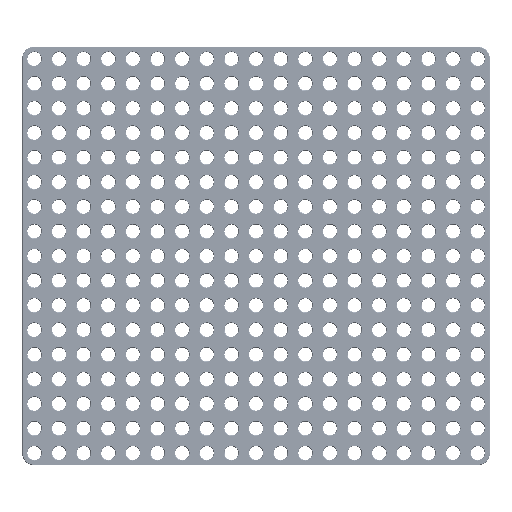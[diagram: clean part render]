
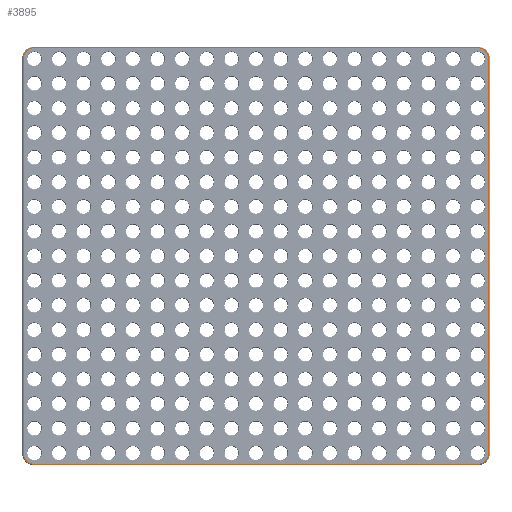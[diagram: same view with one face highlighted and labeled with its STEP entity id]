
A CAD part, top view. The second image highlights one B-rep face of the part: STEP entity #3895.
In plain terms, the highlighted planar face has unit normal (0, 0, 1).
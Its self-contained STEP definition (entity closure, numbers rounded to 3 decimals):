
#126 = VERTEX_POINT('',#127);
#127 = CARTESIAN_POINT('',(0.,-5.95,3.125));
#135 = VERTEX_POINT('',#136);
#136 = CARTESIAN_POINT('',(225.,-5.95,3.125));
#142 = EDGE_CURVE('',#126,#135,#143,.T.);
#143 = LINE('',#144,#145);
#144 = CARTESIAN_POINT('',(0.,-5.95,3.125));
#145 = VECTOR('',#146,1.);
#146 = DIRECTION('',(1.,0.,0.));
#246 = VERTEX_POINT('',#247);
#247 = CARTESIAN_POINT('',(-5.95,0.,3.125));
#255 = EDGE_CURVE('',#246,#126,#256,.T.);
#256 = CIRCLE('',#257,5.95);
#257 = AXIS2_PLACEMENT_3D('',#258,#259,#260);
#258 = CARTESIAN_POINT('',(0.,0.,3.125));
#259 = DIRECTION('',(0.,0.,1.));
#260 = DIRECTION('',(-1.,0.,0.));
#3895 = ADVANCED_FACE('',(#3896,#3949),#4019,.T.);
#3896 = FACE_BOUND('',#3897,.T.);
#3897 = EDGE_LOOP('',(#3898,#3899,#3900,#3909,#3917,#3926,#3934,#3943));
#3898 = ORIENTED_EDGE('',*,*,#255,.T.);
#3899 = ORIENTED_EDGE('',*,*,#142,.T.);
#3900 = ORIENTED_EDGE('',*,*,#3901,.T.);
#3901 = EDGE_CURVE('',#135,#3902,#3904,.T.);
#3902 = VERTEX_POINT('',#3903);
#3903 = CARTESIAN_POINT('',(230.95,0.,3.125));
#3904 = CIRCLE('',#3905,5.95);
#3905 = AXIS2_PLACEMENT_3D('',#3906,#3907,#3908);
#3906 = CARTESIAN_POINT('',(225.,0.,3.125));
#3907 = DIRECTION('',(-0.,0.,1.));
#3908 = DIRECTION('',(0.,-1.,0.));
#3909 = ORIENTED_EDGE('',*,*,#3910,.T.);
#3910 = EDGE_CURVE('',#3902,#3911,#3913,.T.);
#3911 = VERTEX_POINT('',#3912);
#3912 = CARTESIAN_POINT('',(230.95,200.,3.125));
#3913 = LINE('',#3914,#3915);
#3914 = CARTESIAN_POINT('',(230.95,0.,3.125));
#3915 = VECTOR('',#3916,1.);
#3916 = DIRECTION('',(0.,1.,0.));
#3917 = ORIENTED_EDGE('',*,*,#3918,.T.);
#3918 = EDGE_CURVE('',#3911,#3919,#3921,.T.);
#3919 = VERTEX_POINT('',#3920);
#3920 = CARTESIAN_POINT('',(225.,205.95,3.125));
#3921 = CIRCLE('',#3922,5.95);
#3922 = AXIS2_PLACEMENT_3D('',#3923,#3924,#3925);
#3923 = CARTESIAN_POINT('',(225.,200.,3.125));
#3924 = DIRECTION('',(-0.,0.,1.));
#3925 = DIRECTION('',(1.,0.,0.));
#3926 = ORIENTED_EDGE('',*,*,#3927,.T.);
#3927 = EDGE_CURVE('',#3919,#3928,#3930,.T.);
#3928 = VERTEX_POINT('',#3929);
#3929 = CARTESIAN_POINT('',(0.,205.95,3.125));
#3930 = LINE('',#3931,#3932);
#3931 = CARTESIAN_POINT('',(225.,205.95,3.125));
#3932 = VECTOR('',#3933,1.);
#3933 = DIRECTION('',(-1.,0.,0.));
#3934 = ORIENTED_EDGE('',*,*,#3935,.T.);
#3935 = EDGE_CURVE('',#3928,#3936,#3938,.T.);
#3936 = VERTEX_POINT('',#3937);
#3937 = CARTESIAN_POINT('',(-5.95,200.,3.125));
#3938 = CIRCLE('',#3939,5.95);
#3939 = AXIS2_PLACEMENT_3D('',#3940,#3941,#3942);
#3940 = CARTESIAN_POINT('',(0.,200.,3.125));
#3941 = DIRECTION('',(0.,-0.,1.));
#3942 = DIRECTION('',(0.,1.,0.));
#3943 = ORIENTED_EDGE('',*,*,#3944,.T.);
#3944 = EDGE_CURVE('',#3936,#246,#3945,.T.);
#3945 = LINE('',#3946,#3947);
#3946 = CARTESIAN_POINT('',(-5.95,200.,3.125));
#3947 = VECTOR('',#3948,1.);
#3948 = DIRECTION('',(0.,-1.,0.));
#3949 = FACE_BOUND('',#3950,.T.);
#3950 = EDGE_LOOP('',(#3951,#3962,#3970,#3979,#3987,#3996,#4004,#4013));
#3951 = ORIENTED_EDGE('',*,*,#3952,.F.);
#3952 = EDGE_CURVE('',#3953,#3955,#3957,.T.);
#3953 = VERTEX_POINT('',#3954);
#3954 = CARTESIAN_POINT('',(0.,205.45,3.125));
#3955 = VERTEX_POINT('',#3956);
#3956 = CARTESIAN_POINT('',(-5.45,200.,3.125));
#3957 = CIRCLE('',#3958,5.45);
#3958 = AXIS2_PLACEMENT_3D('',#3959,#3960,#3961);
#3959 = CARTESIAN_POINT('',(0.,200.,3.125));
#3960 = DIRECTION('',(0.,0.,1.));
#3961 = DIRECTION('',(1.,0.,0.));
#3962 = ORIENTED_EDGE('',*,*,#3963,.T.);
#3963 = EDGE_CURVE('',#3953,#3964,#3966,.T.);
#3964 = VERTEX_POINT('',#3965);
#3965 = CARTESIAN_POINT('',(225.,205.45,3.125));
#3966 = LINE('',#3967,#3968);
#3967 = CARTESIAN_POINT('',(0.,205.45,3.125));
#3968 = VECTOR('',#3969,1.);
#3969 = DIRECTION('',(1.,0.,0.));
#3970 = ORIENTED_EDGE('',*,*,#3971,.F.);
#3971 = EDGE_CURVE('',#3972,#3964,#3974,.T.);
#3972 = VERTEX_POINT('',#3973);
#3973 = CARTESIAN_POINT('',(230.45,200.,3.125));
#3974 = CIRCLE('',#3975,5.45);
#3975 = AXIS2_PLACEMENT_3D('',#3976,#3977,#3978);
#3976 = CARTESIAN_POINT('',(225.,200.,3.125));
#3977 = DIRECTION('',(0.,0.,1.));
#3978 = DIRECTION('',(1.,0.,0.));
#3979 = ORIENTED_EDGE('',*,*,#3980,.T.);
#3980 = EDGE_CURVE('',#3972,#3981,#3983,.T.);
#3981 = VERTEX_POINT('',#3982);
#3982 = CARTESIAN_POINT('',(230.45,0.,3.125));
#3983 = LINE('',#3984,#3985);
#3984 = CARTESIAN_POINT('',(230.45,200.,3.125));
#3985 = VECTOR('',#3986,1.);
#3986 = DIRECTION('',(0.,-1.,0.));
#3987 = ORIENTED_EDGE('',*,*,#3988,.F.);
#3988 = EDGE_CURVE('',#3989,#3981,#3991,.T.);
#3989 = VERTEX_POINT('',#3990);
#3990 = CARTESIAN_POINT('',(225.,-5.45,3.125));
#3991 = CIRCLE('',#3992,5.45);
#3992 = AXIS2_PLACEMENT_3D('',#3993,#3994,#3995);
#3993 = CARTESIAN_POINT('',(225.,0.,3.125));
#3994 = DIRECTION('',(0.,0.,1.));
#3995 = DIRECTION('',(1.,0.,0.));
#3996 = ORIENTED_EDGE('',*,*,#3997,.T.);
#3997 = EDGE_CURVE('',#3989,#3998,#4000,.T.);
#3998 = VERTEX_POINT('',#3999);
#3999 = CARTESIAN_POINT('',(0.,-5.45,3.125));
#4000 = LINE('',#4001,#4002);
#4001 = CARTESIAN_POINT('',(225.,-5.45,3.125));
#4002 = VECTOR('',#4003,1.);
#4003 = DIRECTION('',(-1.,0.,0.));
#4004 = ORIENTED_EDGE('',*,*,#4005,.F.);
#4005 = EDGE_CURVE('',#4006,#3998,#4008,.T.);
#4006 = VERTEX_POINT('',#4007);
#4007 = CARTESIAN_POINT('',(-5.45,0.,3.125));
#4008 = CIRCLE('',#4009,5.45);
#4009 = AXIS2_PLACEMENT_3D('',#4010,#4011,#4012);
#4010 = CARTESIAN_POINT('',(0.,0.,3.125));
#4011 = DIRECTION('',(0.,0.,1.));
#4012 = DIRECTION('',(1.,0.,0.));
#4013 = ORIENTED_EDGE('',*,*,#4014,.T.);
#4014 = EDGE_CURVE('',#4006,#3955,#4015,.T.);
#4015 = LINE('',#4016,#4017);
#4016 = CARTESIAN_POINT('',(-5.45,0.,3.125));
#4017 = VECTOR('',#4018,1.);
#4018 = DIRECTION('',(0.,1.,0.));
#4019 = PLANE('',#4020);
#4020 = AXIS2_PLACEMENT_3D('',#4021,#4022,#4023);
#4021 = CARTESIAN_POINT('',(112.5,100.,3.125));
#4022 = DIRECTION('',(0.,0.,1.));
#4023 = DIRECTION('',(1.,0.,0.));
